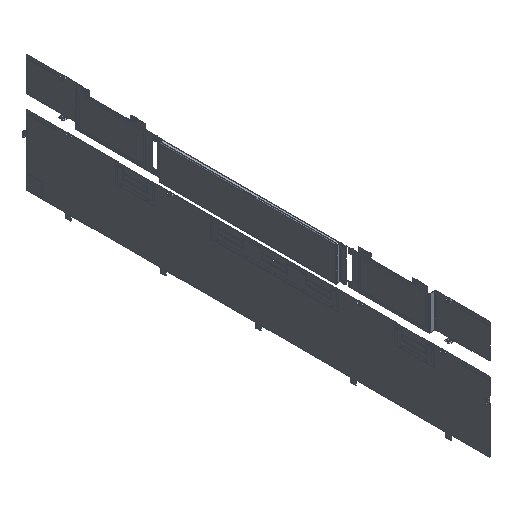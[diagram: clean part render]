
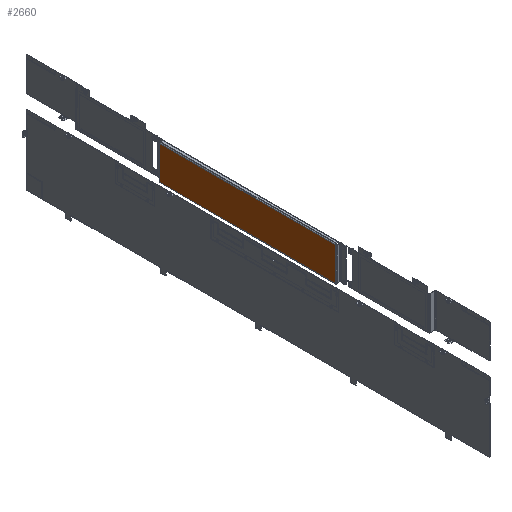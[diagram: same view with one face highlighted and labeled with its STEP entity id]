
A CAD part, isometric view. The second image highlights one B-rep face of the part: STEP entity #2660.
In plain terms, the highlighted planar face has unit normal (-1, 0, 0).
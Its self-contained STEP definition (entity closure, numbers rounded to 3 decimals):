
#2660=ADVANCED_FACE('',(#5501),#5502,.T.);
#5501=FACE_OUTER_BOUND('',#8364,.T.);
#5502=PLANE('',#8365);
#8364=EDGE_LOOP('',(#16251,#16252,#16253,#16254));
#8365=AXIS2_PLACEMENT_3D('',#16255,#16256,#16257);
#16251=ORIENTED_EDGE('',*,*,#19478,.F.);
#16252=ORIENTED_EDGE('',*,*,#19514,.F.);
#16253=ORIENTED_EDGE('',*,*,#19485,.T.);
#16254=ORIENTED_EDGE('',*,*,#19511,.T.);
#16255=CARTESIAN_POINT('',(0.0,981.1,443.5));
#16256=DIRECTION('',(-1.0,0.0,0.0));
#16257=DIRECTION('',(0.0,0.0,1.0));
#19478=EDGE_CURVE('',#23985,#23988,#23989,.T.);
#19485=EDGE_CURVE('',#23995,#23999,#24001,.T.);
#19511=EDGE_CURVE('',#23999,#23988,#24042,.T.);
#19514=EDGE_CURVE('',#23995,#23985,#24046,.T.);
#23985=VERTEX_POINT('',#30033);
#23988=VERTEX_POINT('',#30036);
#23989=LINE('',#30037,#30038);
#23995=VERTEX_POINT('',#30045);
#23999=VERTEX_POINT('',#30050);
#24001=LINE('',#30052,#30053);
#24042=LINE('',#30109,#30110);
#24046=LINE('',#30114,#30115);
#30033=CARTESIAN_POINT('',(0.0,611.6,514.0));
#30036=CARTESIAN_POINT('',(0.0,611.6,373.0));
#30037=CARTESIAN_POINT('',(0.0,611.6,443.5));
#30038=VECTOR('',#33735,1.0);
#30045=CARTESIAN_POINT('',(0.0,1350.6,514.0));
#30050=CARTESIAN_POINT('',(0.0,1350.6,373.0));
#30052=CARTESIAN_POINT('',(0.0,1350.6,443.5));
#30053=VECTOR('',#33747,1.0);
#30109=CARTESIAN_POINT('',(0.0,981.1,373.));
#30110=VECTOR('',#33781,1.0);
#30114=CARTESIAN_POINT('',(0.0,981.1,514.));
#30115=VECTOR('',#33785,1.0);
#33735=DIRECTION('',(-0.0,0.0,-1.0));
#33747=DIRECTION('',(-0.0,0.0,-1.0));
#33781=DIRECTION('',(-0.0,-1.0,0.0));
#33785=DIRECTION('',(-0.0,-1.0,0.0));
